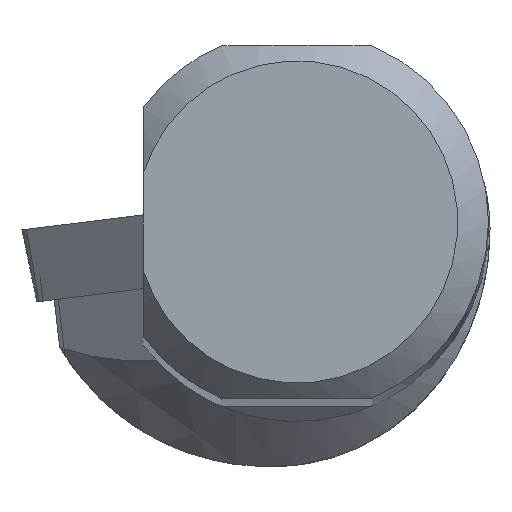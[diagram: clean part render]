
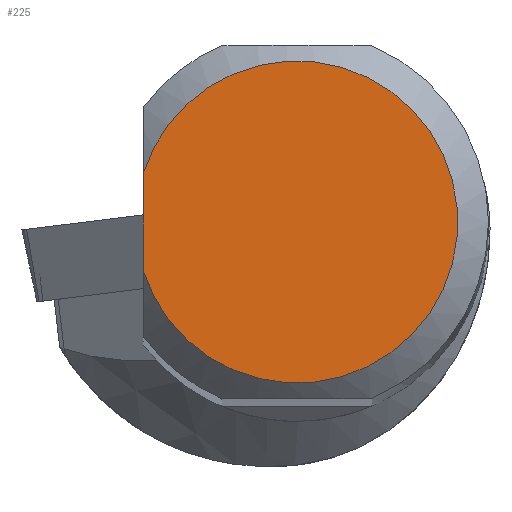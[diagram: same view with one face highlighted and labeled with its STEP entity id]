
A CAD part, top view. The second image highlights one B-rep face of the part: STEP entity #225.
In plain terms, the highlighted planar face has unit normal (0, 0, 1).
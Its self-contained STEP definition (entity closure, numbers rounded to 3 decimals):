
#169=FACE_OUTER_BOUND('',#468,.T.);
#225=ADVANCED_FACE('CU_SU_BP3',(#169),#270,.T.);
#270=PLANE('',#1234);
#315=LINE('',#1906,#378);
#378=VECTOR('',#1438,1.);
#468=EDGE_LOOP('',(#653,#654));
#653=ORIENTED_EDGE('',*,*,#964,.F.);
#654=ORIENTED_EDGE('',*,*,#997,.T.);
#853=VERTEX_POINT('',#1905);
#854=VERTEX_POINT('',#1907);
#964=EDGE_CURVE('',#853,#854,#315,.T.);
#997=EDGE_CURVE('',#853,#854,#1068,.T.);
#1068=CIRCLE('',#1233,10.491);
#1233=AXIS2_PLACEMENT_3D('',#2032,#1486,#1487);
#1234=AXIS2_PLACEMENT_3D('',#2033,#1488,#1489);
#1438=DIRECTION('',(0.,1.,0.));
#1486=DIRECTION('',(0.,0.,1.));
#1487=DIRECTION('',(1.,0.,0.));
#1488=DIRECTION('',(0.,0.,1.));
#1489=DIRECTION('',(1.,0.,0.));
#1905=CARTESIAN_POINT('',(-10.009,-3.145,0.));
#1906=CARTESIAN_POINT('',(-10.009,0.,0.));
#1907=CARTESIAN_POINT('',(-10.009,3.145,0.));
#2032=CARTESIAN_POINT('',(0.,0.,0.));
#2033=CARTESIAN_POINT('',(0.,0.,
0.));
